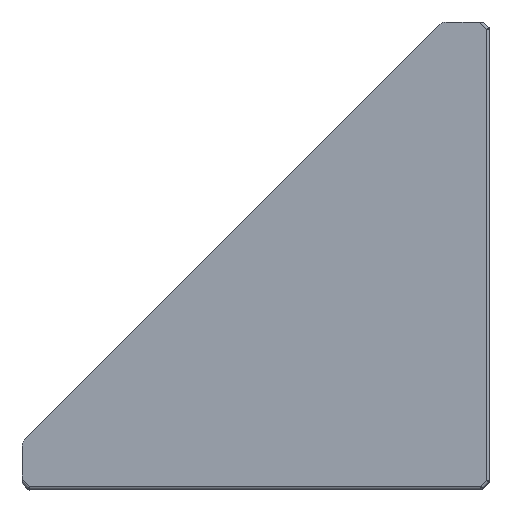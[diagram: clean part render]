
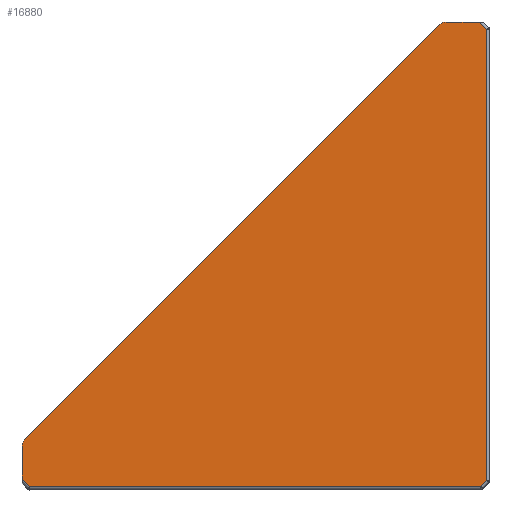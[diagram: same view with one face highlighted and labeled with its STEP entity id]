
A CAD part, top view. The second image highlights one B-rep face of the part: STEP entity #16880.
In plain terms, the highlighted planar face has unit normal (0.012, -0.012, 1).
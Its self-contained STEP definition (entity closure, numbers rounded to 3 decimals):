
#217 = ORIENTED_EDGE ( 'NONE', *, *, #1032, .T. ) ;
#336 = CARTESIAN_POINT ( 'NONE',  ( -1.148, 86., 43.906 ) ) ;
#453 = LINE ( 'NONE', #13464, #5144 ) ;
#637 = ORIENTED_EDGE ( 'NONE', *, *, #16453, .T. ) ;
#745 = VECTOR ( 'NONE', #21530, 1000. ) ;
#864 = ORIENTED_EDGE ( 'NONE', *, *, #12751, .T. ) ;
#1032 = EDGE_CURVE ( 'NONE', #20150, #16198, #14224, .T. ) ;
#1042 = FACE_OUTER_BOUND ( 'NONE', #20288, .T. ) ;
#1178 = CARTESIAN_POINT ( 'NONE',  ( -7.924, 86., 43.99 ) ) ;
#1388 = DIRECTION ( 'NONE',  ( 0.012, -0.012, 1. ) ) ;
#1641 = CARTESIAN_POINT ( 'NONE',  ( -86., 8.461, 43.996 ) ) ;
#2019 = LINE ( 'NONE', #15466, #10278 ) ;
#2587 = VERTEX_POINT ( 'NONE', #6039 ) ;
#3108 = VERTEX_POINT ( 'NONE', #11244 ) ;
#3656 = LINE ( 'NONE', #3850, #22388 ) ;
#3850 = CARTESIAN_POINT ( 'NONE',  ( -86., 7.924, 43.99 ) ) ;
#3871 = CARTESIAN_POINT ( 'NONE',  ( -86., 1.854, 43.915 ) ) ;
#3985 = VECTOR ( 'NONE', #8600, 1000. ) ;
#4045 = CARTESIAN_POINT ( 'NONE',  ( -9.338, 85.414, 44. ) ) ;
#4084 = LINE ( 'NONE', #13357, #12867 ) ;
#4099 = CARTESIAN_POINT ( 'NONE',  ( -0.494, 1.615, 42.857 ) ) ;
#4255 = ORIENTED_EDGE ( 'NONE', *, *, #13584, .T. ) ;
#4885 = VECTOR ( 'NONE', #12635, 1000. ) ;
#5144 = VECTOR ( 'NONE', #17016, 1000. ) ;
#5718 = VECTOR ( 'NONE', #20659, 1000. ) ;
#6039 = CARTESIAN_POINT ( 'NONE',  ( -84.64, 0.494, 43.881 ) ) ;
#6045 = EDGE_CURVE ( 'NONE', #12871, #21952, #18915, .T. ) ;
#6288 = EDGE_CURVE ( 'NONE', #3108, #21091, #453, .T. ) ;
#6387 = CARTESIAN_POINT ( 'NONE',  ( -8.461, 86., 43.996 ) ) ;
#6628 = CARTESIAN_POINT ( 'NONE',  ( -9.338, 85.414, 44. ) ) ;
#6837 = CARTESIAN_POINT ( 'NONE',  ( -1.414, 0.494, 42.854 ) ) ;
#6862 = ORIENTED_EDGE ( 'NONE', *, *, #21490, .T. ) ;
#7207 = CARTESIAN_POINT ( 'NONE',  ( -7.924, 86., 43.99 ) ) ;
#7295 = CARTESIAN_POINT ( 'NONE',  ( -1.854, 86., 43.915 ) ) ;
#7786 = ORIENTED_EDGE ( 'NONE', *, *, #13648, .T. ) ;
#7921 = EDGE_CURVE ( 'NONE', #15873, #12871, #4084, .T. ) ;
#8391 = PLANE ( 'NONE',  #18740 ) ;
#8600 = DIRECTION ( 'NONE',  ( 1., 0., -0.012 ) ) ;
#9154 = CARTESIAN_POINT ( 'NONE',  ( -9.338, 85.414, 44. ) ) ;
#10084 = CARTESIAN_POINT ( 'NONE',  ( -84.499, 0.354, 43.878 ) ) ;
#10278 = VECTOR ( 'NONE', #11994, 1000. ) ;
#10361 = ORIENTED_EDGE ( 'NONE', *, *, #16869, .T. ) ;
#10594 = LINE ( 'NONE', #6837, #3985 ) ;
#10739 = VERTEX_POINT ( 'NONE', #19401 ) ;
#11244 = CARTESIAN_POINT ( 'NONE',  ( -1.615, 0.494, 42.857 ) ) ;
#11994 = DIRECTION ( 'NONE',  ( 0., 1., 0.012 ) ) ;
#12090 = CARTESIAN_POINT ( 'NONE',  ( -85.794, 8.958, 44. ) ) ;
#12102 = ORIENTED_EDGE ( 'NONE', *, *, #6045, .T. ) ;
#12635 = DIRECTION ( 'NONE',  ( -1., 0., 0.012 ) ) ;
#12751 = EDGE_CURVE ( 'NONE', #2587, #3108, #10594, .T. ) ;
#12867 = VECTOR ( 'NONE', #15143, 1000. ) ;
#12871 = VERTEX_POINT ( 'NONE', #7295 ) ;
#13357 = CARTESIAN_POINT ( 'NONE',  ( -1.501, 85.646, 43.906 ) ) ;
#13448 = CARTESIAN_POINT ( 'NONE',  ( -9.338, 85.414, 44. ) ) ;
#13464 = CARTESIAN_POINT ( 'NONE',  ( -0.347, 1.762, 42.857 ) ) ;
#13584 = EDGE_CURVE ( 'NONE', #21952, #20150, #14541, .T. ) ;
#13648 = EDGE_CURVE ( 'NONE', #21091, #15873, #2019, .T. ) ;
#13677 = DIRECTION ( 'NONE',  ( 1., 0., -0.012 ) ) ;
#13922 = CARTESIAN_POINT ( 'NONE',  ( -86., 7.924, 43.99 ) ) ;
#14224 = LINE ( 'NONE', #9154, #745 ) ;
#14352 = DIRECTION ( 'NONE',  ( 0., -1., -0.012 ) ) ;
#14541 =( BOUNDED_CURVE ( )  B_SPLINE_CURVE ( 3, ( #1178, #6387, #16920, #13448 ),
 .UNSPECIFIED., .F., .F. ) 
 B_SPLINE_CURVE_WITH_KNOTS ( ( 4, 4 ),
 ( 2.356, 3.142 ),
 .UNSPECIFIED. ) 
 CURVE ( )  GEOMETRIC_REPRESENTATION_ITEM ( )  RATIONAL_B_SPLINE_CURVE ( ( 1., 0.949, 0.949, 1. ) ) 
 REPRESENTATION_ITEM ( '' )  );
#15046 = LINE ( 'NONE', #10084, #5718 ) ;
#15143 = DIRECTION ( 'NONE',  ( -0.707, 0.707, 0.017 ) ) ;
#15466 = CARTESIAN_POINT ( 'NONE',  ( -0.494, 84.146, 43.875 ) ) ;
#15873 = VERTEX_POINT ( 'NONE', #17427 ) ;
#16198 = VERTEX_POINT ( 'NONE', #20187 ) ;
#16453 = EDGE_CURVE ( 'NONE', #16198, #10739, #17774, .T. ) ;
#16869 = EDGE_CURVE ( 'NONE', #22361, #2587, #15046, .T. ) ;
#16880 = ADVANCED_FACE ( 'Fl�che2', ( #1042 ), #8391, .T. ) ;
#16920 = CARTESIAN_POINT ( 'NONE',  ( -8.958, 85.794, 44. ) ) ;
#17016 = DIRECTION ( 'NONE',  ( 0.707, 0.707, 0. ) ) ;
#17427 = CARTESIAN_POINT ( 'NONE',  ( -0.494, 84.64, 43.881 ) ) ;
#17774 =( BOUNDED_CURVE ( )  B_SPLINE_CURVE ( 3, ( #20979, #12090, #1641, #13922 ),
 .UNSPECIFIED., .F., .T. ) 
 B_SPLINE_CURVE_WITH_KNOTS ( ( 4, 4 ),
 ( 3.142, 3.927 ),
 .UNSPECIFIED. ) 
 CURVE ( )  GEOMETRIC_REPRESENTATION_ITEM ( )  RATIONAL_B_SPLINE_CURVE ( ( 1., 0.949, 0.949, 1. ) ) 
 REPRESENTATION_ITEM ( '' )  );
#18740 = AXIS2_PLACEMENT_3D ( 'NONE', #6628, #1388, #13677 ) ;
#18915 = LINE ( 'NONE', #336, #4885 ) ;
#19401 = CARTESIAN_POINT ( 'NONE',  ( -86., 7.924, 43.99 ) ) ;
#20142 = ORIENTED_EDGE ( 'NONE', *, *, #6288, .T. ) ;
#20150 = VERTEX_POINT ( 'NONE', #4045 ) ;
#20187 = CARTESIAN_POINT ( 'NONE',  ( -85.414, 9.338, 44. ) ) ;
#20288 = EDGE_LOOP ( 'NONE', ( #10361, #864, #20142, #7786, #22250, #12102, #4255, #217, #637, #6862 ) ) ;
#20659 = DIRECTION ( 'NONE',  ( 0.707, -0.707, -0.017 ) ) ;
#20979 = CARTESIAN_POINT ( 'NONE',  ( -85.414, 9.338, 44. ) ) ;
#21091 = VERTEX_POINT ( 'NONE', #4099 ) ;
#21490 = EDGE_CURVE ( 'NONE', #10739, #22361, #3656, .T. ) ;
#21530 = DIRECTION ( 'NONE',  ( -0.707, -0.707, 0. ) ) ;
#21952 = VERTEX_POINT ( 'NONE', #7207 ) ;
#22250 = ORIENTED_EDGE ( 'NONE', *, *, #7921, .T. ) ;
#22361 = VERTEX_POINT ( 'NONE', #3871 ) ;
#22388 = VECTOR ( 'NONE', #14352, 1000. ) ;
